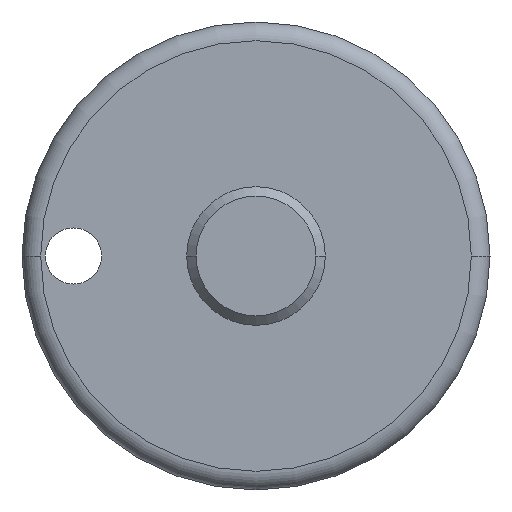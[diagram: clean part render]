
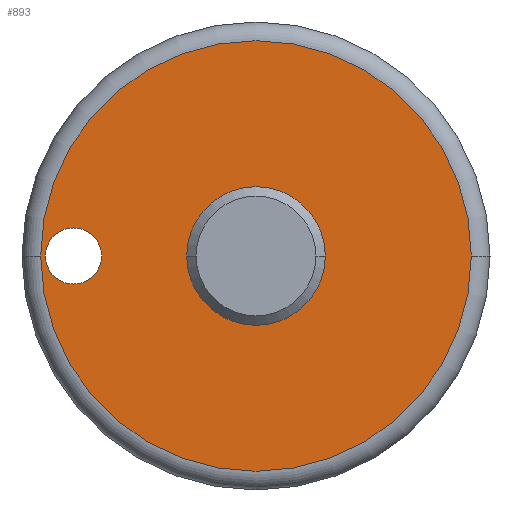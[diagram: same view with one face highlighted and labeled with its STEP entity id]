
A CAD part, left-side view. The second image highlights one B-rep face of the part: STEP entity #893.
In plain terms, the highlighted planar face has unit normal (-1, 0, 0).
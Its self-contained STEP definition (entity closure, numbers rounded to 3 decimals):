
#58 = EDGE_LOOP ( 'NONE', ( #77, #447 ) ) ;
#62 = VERTEX_POINT ( 'NONE', #697 ) ;
#77 = ORIENTED_EDGE ( 'NONE', *, *, #504, .F. ) ;
#122 = VERTEX_POINT ( 'NONE', #166 ) ;
#128 = AXIS2_PLACEMENT_3D ( 'NONE', #887, #668, #568 ) ;
#138 = DIRECTION ( 'NONE',  ( -1., 0., 0. ) ) ;
#144 = AXIS2_PLACEMENT_3D ( 'NONE', #889, #656, #249 ) ;
#166 = CARTESIAN_POINT ( 'NONE',  ( -73.681, -2.979, 0. ) ) ;
#186 = AXIS2_PLACEMENT_3D ( 'NONE', #862, #533, #448 ) ;
#203 = EDGE_CURVE ( 'NONE', #776, #740, #558, .T. ) ;
#242 = DIRECTION ( 'NONE',  ( 0., 1., 0. ) ) ;
#249 = DIRECTION ( 'NONE',  ( 0., 1., 0. ) ) ;
#257 = DIRECTION ( 'NONE',  ( 0., 1., 0. ) ) ;
#274 = CIRCLE ( 'NONE', #859, 3.7 ) ;
#294 = CIRCLE ( 'NONE', #580, 1.5 ) ;
#317 = CARTESIAN_POINT ( 'NONE',  ( -73.681, -10.779, 0. ) ) ;
#326 = CARTESIAN_POINT ( 'NONE',  ( -73.681, 4.421, 0. ) ) ;
#336 = EDGE_CURVE ( 'NONE', #365, #62, #945, .T. ) ;
#352 = ORIENTED_EDGE ( 'NONE', *, *, #682, .T. ) ;
#365 = VERTEX_POINT ( 'NONE', #930 ) ;
#404 = EDGE_LOOP ( 'NONE', ( #838, #762 ) ) ;
#411 = ORIENTED_EDGE ( 'NONE', *, *, #336, .T. ) ;
#418 = EDGE_CURVE ( 'NONE', #740, #776, #595, .T. ) ;
#447 = ORIENTED_EDGE ( 'NONE', *, *, #583, .F. ) ;
#448 = DIRECTION ( 'NONE',  ( 0., -1., 0. ) ) ;
#502 = DIRECTION ( 'NONE',  ( 1., 0., 0. ) ) ;
#504 = EDGE_CURVE ( 'NONE', #122, #795, #591, .T. ) ;
#533 = DIRECTION ( 'NONE',  ( -1., 0., 0. ) ) ;
#558 = CIRCLE ( 'NONE', #128, 11.5 ) ;
#568 = DIRECTION ( 'NONE',  ( 0., 1., 0. ) ) ;
#580 = AXIS2_PLACEMENT_3D ( 'NONE', #899, #985, #242 ) ;
#583 = EDGE_CURVE ( 'NONE', #795, #122, #274, .T. ) ;
#586 = AXIS2_PLACEMENT_3D ( 'NONE', #767, #693, #856 ) ;
#591 = CIRCLE ( 'NONE', #186, 3.7 ) ;
#595 = CIRCLE ( 'NONE', #144, 11.5 ) ;
#600 = CARTESIAN_POINT ( 'NONE',  ( -73.681, 10.471, 0. ) ) ;
#656 = DIRECTION ( 'NONE',  ( -1., 0., 0. ) ) ;
#659 = FACE_OUTER_BOUND ( 'NONE', #404, .T. ) ;
#667 = FACE_BOUND ( 'NONE', #724, .T. ) ;
#668 = DIRECTION ( 'NONE',  ( -1., 0., 0. ) ) ;
#669 = FACE_BOUND ( 'NONE', #58, .T. ) ;
#682 = EDGE_CURVE ( 'NONE', #62, #365, #294, .T. ) ;
#693 = DIRECTION ( 'NONE',  ( 1., 0., 0. ) ) ;
#697 = CARTESIAN_POINT ( 'NONE',  ( -73.681, 8.971, 0. ) ) ;
#700 = AXIS2_PLACEMENT_3D ( 'NONE', #600, #502, #257 ) ;
#724 = EDGE_LOOP ( 'NONE', ( #411, #352 ) ) ;
#740 = VERTEX_POINT ( 'NONE', #317 ) ;
#762 = ORIENTED_EDGE ( 'NONE', *, *, #418, .T. ) ;
#767 = CARTESIAN_POINT ( 'NONE',  ( -73.681, 13.221, 0. ) ) ;
#776 = VERTEX_POINT ( 'NONE', #979 ) ;
#795 = VERTEX_POINT ( 'NONE', #326 ) ;
#838 = ORIENTED_EDGE ( 'NONE', *, *, #203, .T. ) ;
#856 = DIRECTION ( 'NONE',  ( 0., 1., 0. ) ) ;
#859 = AXIS2_PLACEMENT_3D ( 'NONE', #865, #138, #946 ) ;
#862 = CARTESIAN_POINT ( 'NONE',  ( -73.681, 0.721, 0. ) ) ;
#865 = CARTESIAN_POINT ( 'NONE',  ( -73.681, 0.721, 0. ) ) ;
#887 = CARTESIAN_POINT ( 'NONE',  ( -73.681, 0.721, 0. ) ) ;
#889 = CARTESIAN_POINT ( 'NONE',  ( -73.681, 0.721, 0. ) ) ;
#893 = ADVANCED_FACE ( 'NONE', ( #667, #659, #669 ), #944, .F. ) ;
#899 = CARTESIAN_POINT ( 'NONE',  ( -73.681, 10.471, 0. ) ) ;
#930 = CARTESIAN_POINT ( 'NONE',  ( -73.681, 11.971, 0. ) ) ;
#944 = PLANE ( 'NONE',  #586 ) ;
#945 = CIRCLE ( 'NONE', #700, 1.5 ) ;
#946 = DIRECTION ( 'NONE',  ( 0., -1., 0. ) ) ;
#979 = CARTESIAN_POINT ( 'NONE',  ( -73.681, 12.221, 0. ) ) ;
#985 = DIRECTION ( 'NONE',  ( 1., 0., 0. ) ) ;
